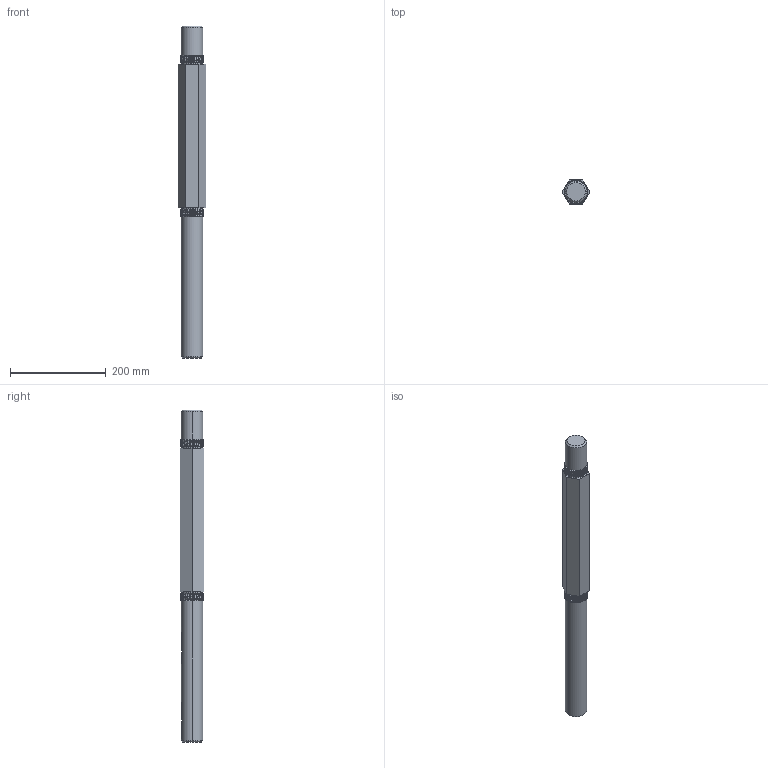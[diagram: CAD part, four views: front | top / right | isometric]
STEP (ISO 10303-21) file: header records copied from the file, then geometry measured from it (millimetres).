
FILE_DESCRIPTION (( 'STEP AP203' ), '1' );
FILE_NAME ('SHRPRO-V1 1130.02-A Shaft 2.step', '2019-12-23T20:14:13', ( '' ), ( '' ), 'SwSTEP 2.0', 'SolidWorks 2018', '' );
FILE_SCHEMA (( 'CONFIG_CONTROL_DESIGN' ));
Length unit declared in the file: millimetre
Products named in the file (1): SHRPRO-V1 1130.02-A Shaft 2
Bounding box: 57.73 x 50 x 695 mm (x, y, z)
Volume: 1274952 mm3; surface area: 117325.7 mm2
Topology: 1 solids, 1 shells, 94 faces, 240 edges, 156 vertices
Faces by surface type: cylinder 56, plane 20, torus 8, bspline 6, cone 4
Entity records: 6747 total; most frequent: CARTESIAN_POINT 4671, ORIENTED_EDGE 480, DIRECTION 358, EDGE_CURVE 240, VERTEX_POINT 156, AXIS2_PLACEMENT_3D 135, EDGE_LOOP 102, ADVANCED_FACE 94
